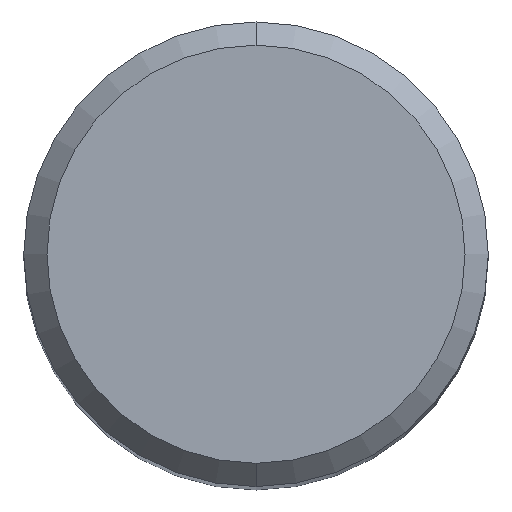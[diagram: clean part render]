
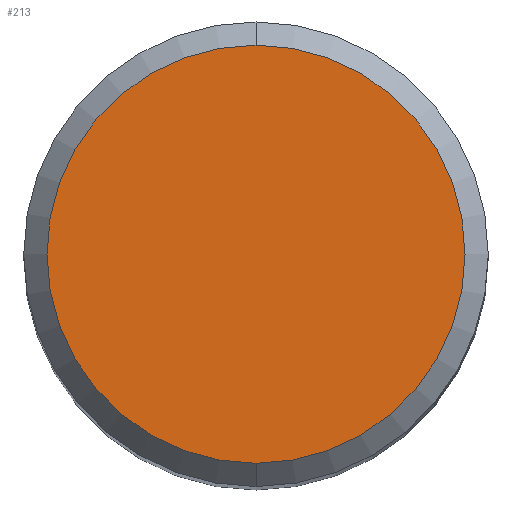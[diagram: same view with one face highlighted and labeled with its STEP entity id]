
A CAD part, top view. The second image highlights one B-rep face of the part: STEP entity #213.
In plain terms, the highlighted planar face has unit normal (0, 0, 1).
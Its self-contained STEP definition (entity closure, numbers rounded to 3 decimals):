
#213=ADVANCED_FACE('',(#508),#509,.T.);
#281=VERTEX_POINT('',#583);
#289=EDGE_CURVE('',#341,#281,#591,.T.);
#295=EDGE_CURVE('',#281,#341,#597,.T.);
#341=VERTEX_POINT('',#649);
#508=FACE_OUTER_BOUND('',#885,.T.);
#509=PLANE('',#886);
#583=CARTESIAN_POINT('',(0.0,3.6,0.0));
#591=CIRCLE('',#1043,3.6);
#597=CIRCLE('',#1091,3.6);
#649=CARTESIAN_POINT('',(0.,-3.6,0.0));
#885=EDGE_LOOP('',(#1441,#1442));
#886=AXIS2_PLACEMENT_3D('',#1443,#1444,#1445);
#1043=AXIS2_PLACEMENT_3D('',#1522,#1523,#1524);
#1091=AXIS2_PLACEMENT_3D('',#1525,#1526,#1527);
#1441=ORIENTED_EDGE('',*,*,#295,.F.);
#1442=ORIENTED_EDGE('',*,*,#289,.F.);
#1443=CARTESIAN_POINT('',(0.0,1.8,0.0));
#1444=DIRECTION('',(-0.0,0.0,1.0));
#1445=DIRECTION('',(0.0,-1.0,0.0));
#1522=CARTESIAN_POINT('',(0.0,0.0,0.0));
#1523=DIRECTION('',(0.0,0.0,-1.0));
#1524=DIRECTION('',(0.0,1.0,0.0));
#1525=CARTESIAN_POINT('',(0.0,0.0,0.0));
#1526=DIRECTION('',(0.0,0.0,-1.0));
#1527=DIRECTION('',(0.0,1.0,0.0));
